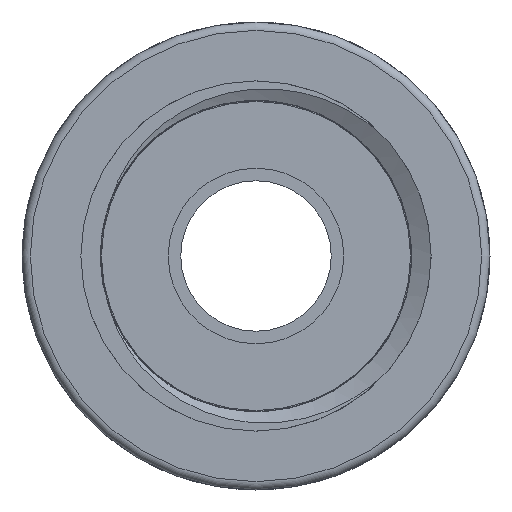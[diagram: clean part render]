
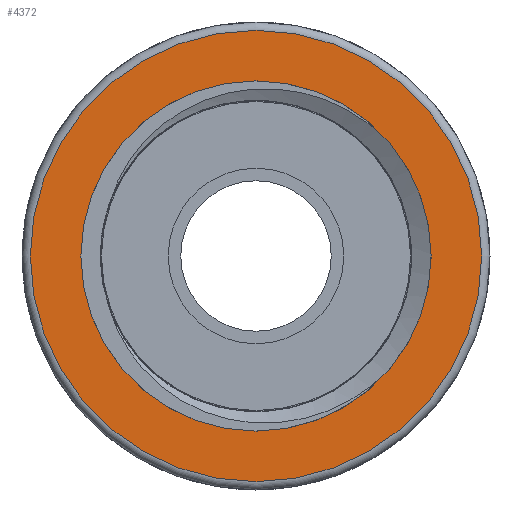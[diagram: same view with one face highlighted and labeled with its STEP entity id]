
A CAD part, front view. The second image highlights one B-rep face of the part: STEP entity #4372.
In plain terms, the highlighted planar face has unit normal (0, -1, 0).
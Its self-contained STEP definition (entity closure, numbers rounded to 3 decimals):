
#3676=PLANE('',#14573);
#4372=ADVANCED_FACE('',(#5254,#5255),#3676,.T.);
#5254=FACE_BOUND('',#5377,.T.);
#5255=FACE_BOUND('',#5378,.T.);
#5377=EDGE_LOOP('',(#6910));
#5378=EDGE_LOOP('',(#6911));
#6910=ORIENTED_EDGE('',*,*,#12728,.T.);
#6911=ORIENTED_EDGE('',*,*,#12724,.T.);
#11231=VERTEX_POINT('',#22702);
#11233=VERTEX_POINT('',#23771);
#12724=EDGE_CURVE('',#11231,#11231,#14334,.T.);
#12728=EDGE_CURVE('',#11233,#11233,#14336,.T.);
#14334=CIRCLE('',#14567,10.478);
#14336=CIRCLE('',#14572,13.5);
#14567=AXIS2_PLACEMENT_3D('',#22701,#15734,#15735);
#14572=AXIS2_PLACEMENT_3D('',#23770,#15744,#15745);
#14573=AXIS2_PLACEMENT_3D('',#23772,#15746,#15747);
#15734=DIRECTION('',(0.,1.,0.));
#15735=DIRECTION('',(-1.,0.,0.));
#15744=DIRECTION('',(0.,-1.,0.));
#15745=DIRECTION('',(1.,0.,0.));
#15746=DIRECTION('',(0.,-1.,0.));
#15747=DIRECTION('',(1.,0.,0.));
#22701=CARTESIAN_POINT('',(-39.039,-40.682,0.));
#22702=CARTESIAN_POINT('',(-49.517,-40.682,0.));
#23770=CARTESIAN_POINT('',(-39.039,-40.682,0.));
#23771=CARTESIAN_POINT('',(-25.539,-40.682,0.));
#23772=CARTESIAN_POINT('',(-39.039,-40.682,0.));
